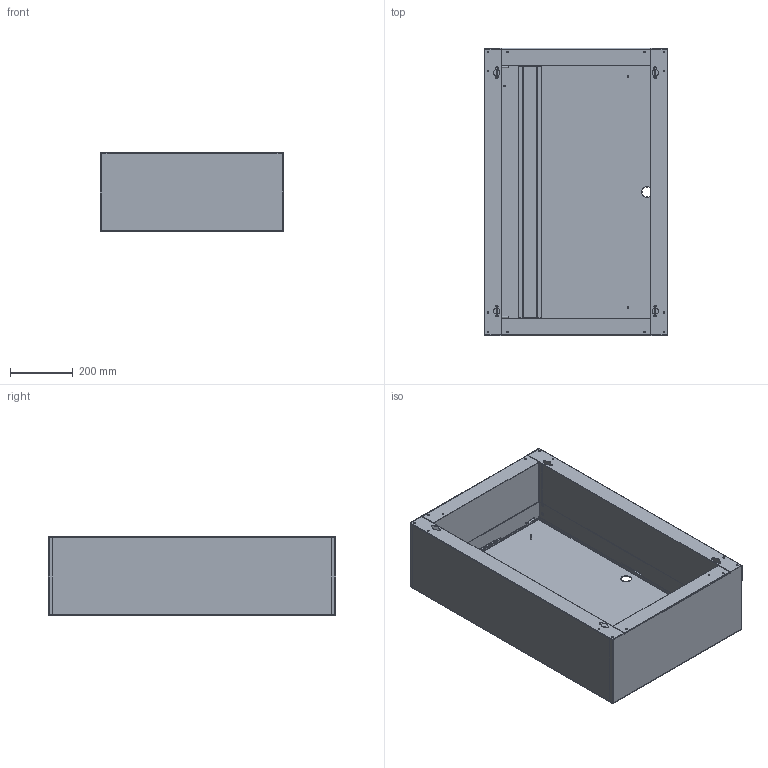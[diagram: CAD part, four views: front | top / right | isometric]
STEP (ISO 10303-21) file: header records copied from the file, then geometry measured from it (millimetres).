
FILE_DESCRIPTION (( 'STEP AP214' ), '1' );
FILE_NAME ('IL006218-F.STEP', '2020-01-29T12:19:48', ( '' ), ( '' ), 'SwSTEP 2.0', 'SolidWorks 2019', '' );
FILE_SCHEMA (( 'AUTOMOTIVE_DESIGN' ));
Length unit declared in the file: millimetre
Products named in the file (6): baglama donja_LH; IL006218-F door; Metal part; IL006218-F enclosure; IL006218-F; baglama gornja_LH
Assembly tree (6 placements, depth 2):
  IL006218-F
    IL006218-F door
    IL006218-F enclosure
    baglama donja_LH
    baglama gornja_LH
    Metal part  x2
Bounding box: 586 x 917 x 250 mm (x, y, z)
Volume: 2712183.7 mm3; surface area: 3582117.4 mm2
Topology: 6 solids, 6 shells, 725 faces, 1824 edges, 1105 vertices
Faces by surface type: plane 449, cylinder 260, cone 8, sphere 5, bspline 2, torus 1
Entity records: 21537 total; most frequent: DIRECTION 3746, CARTESIAN_POINT 3717, ORIENTED_EDGE 3582, EDGE_CURVE 1791, LINE 1270, VECTOR 1270, AXIS2_PLACEMENT_3D 1238, VERTEX_POINT 1091
